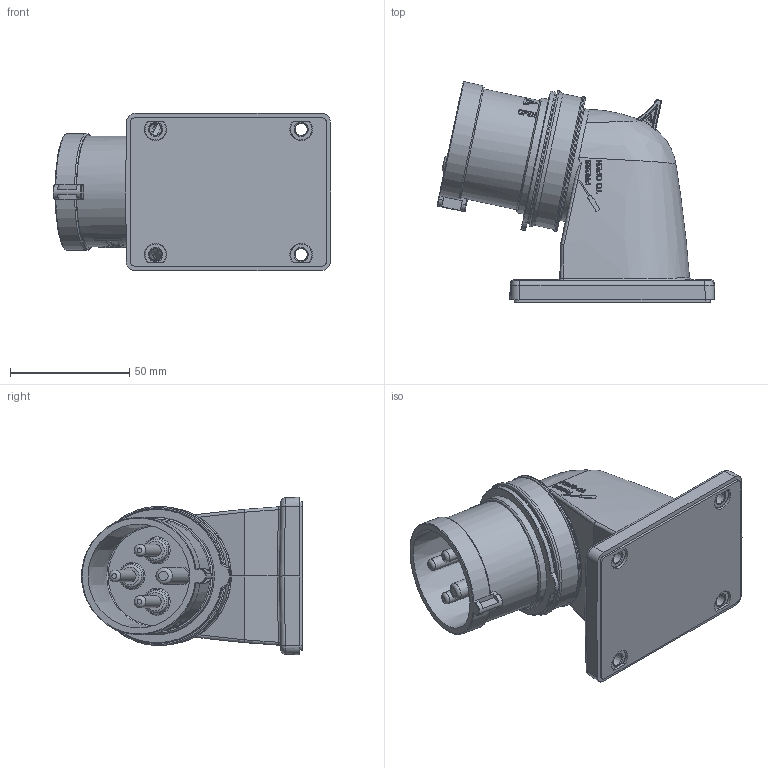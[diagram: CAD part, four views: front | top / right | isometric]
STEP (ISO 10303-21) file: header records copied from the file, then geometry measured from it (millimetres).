
FILE_DESCRIPTION (( 'STEP AP203' ), '1' );
FILE_NAME ('77714-6.STEP', '2017-12-20T12:50:58', ( '' ), ( '' ), 'SwSTEP 2.0', 'SolidWorks 2016', '' );
FILE_SCHEMA (( 'CONFIG_CONTROL_DESIGN' ));
Length unit declared in the file: millimetre
Products named in the file (1): 77714-6
Bounding box: 116.46 x 92.37 x 66 mm (x, y, z)
Volume: 242327.3 mm3; surface area: 42554.6 mm2
Topology: 1 solids, 1 shells, 605 faces, 1517 edges, 969 vertices
Faces by surface type: plane 267, bspline 191, cylinder 78, torus 39, cone 24, sphere 6
Full cylindrical faces by diameter (mm): 5 x3, 7 x1, 46.727 x1, 48.021 x1, 49.2 x1, 55.4 x1, 56.4 x1, 57.7 x1
Entity records: 26365 total; most frequent: CARTESIAN_POINT 13790, ORIENTED_EDGE 2892, DIRECTION 1945, EDGE_CURVE 1446, VERTEX_POINT 952, EDGE_LOOP 722, AXIS2_PLACEMENT_3D 688, FACE_OUTER_BOUND 638
